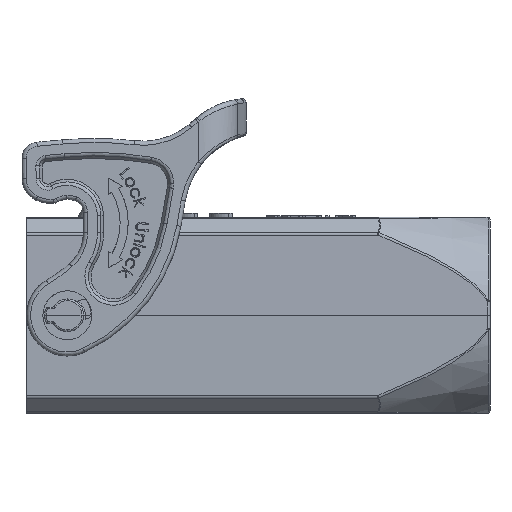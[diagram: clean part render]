
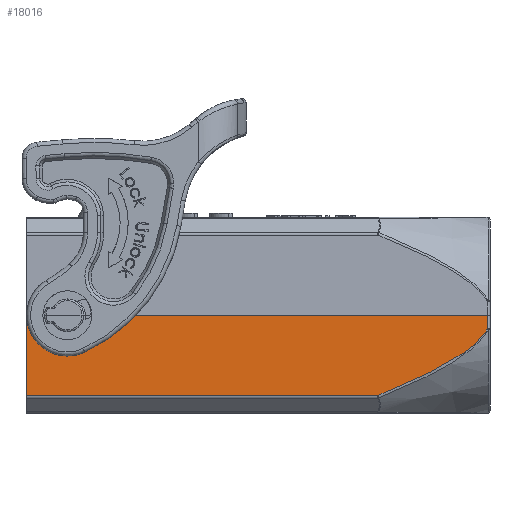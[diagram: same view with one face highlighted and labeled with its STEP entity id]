
A CAD part, front view. The second image highlights one B-rep face of the part: STEP entity #18016.
In plain terms, the highlighted planar face has unit normal (0, -1, -0.004).
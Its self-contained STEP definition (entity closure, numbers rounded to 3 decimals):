
#819=DIRECTION('',(0.,-0.003,1.));
#820=VECTOR('',#819,9.829);
#821=CARTESIAN_POINT('',(-19.702,-11.966,
-9.829));
#822=LINE('',#821,#820);
#1037=DIRECTION('',(-1.,0.,0.));
#1038=VECTOR('',#1037,43.065);
#1039=CARTESIAN_POINT('',(23.362,-11.966,
-9.829));
#1040=LINE('',#1039,#1038);
#1045=CARTESIAN_POINT('',(-10.406,-12.,
0.));
#1046=CARTESIAN_POINT('',(-10.405,-11.998,
-0.585));
#1047=CARTESIAN_POINT('',(-10.633,-11.994,
-1.77));
#1048=CARTESIAN_POINT('',(-11.632,-11.989,
-3.292));
#1049=CARTESIAN_POINT('',(-13.153,-11.985,
-4.318));
#1050=CARTESIAN_POINT('',(-14.352,-11.984,
-4.558));
#1051=CARTESIAN_POINT('',(-14.952,-11.984,
-4.558));
#1053=CARTESIAN_POINT('',(23.362,-11.966,
-9.829));
#1054=CARTESIAN_POINT('',(24.601,-11.967,
-9.333));
#1055=CARTESIAN_POINT('',(27.061,-11.971,
-8.304));
#1056=CARTESIAN_POINT('',(30.089,-11.976,
-6.868));
#1057=CARTESIAN_POINT('',(32.428,-11.981,
-5.565));
#1058=CARTESIAN_POINT('',(34.119,-11.984,
-4.469));
#1059=CARTESIAN_POINT('',(35.283,-11.988,
-3.526));
#1060=CARTESIAN_POINT('',(35.976,-11.99,
-2.802));
#1061=CARTESIAN_POINT('',(36.391,-11.992,
-2.309));
#1062=CARTESIAN_POINT('',(36.655,-11.993,
-1.915));
#1063=CARTESIAN_POINT('',(36.798,-11.994,
-1.646));
#1076=DIRECTION('',(1.,0.,0.));
#1077=VECTOR('',#1076,47.204);
#1078=CARTESIAN_POINT('',(-10.406,-12.,
0.));
#1079=LINE('',#1078,#1077);
#1088=DIRECTION('',(1.,0.,0.));
#1089=VECTOR('',#1088,3.);
#1090=CARTESIAN_POINT('',(-19.702,-12.,0.));
#1091=LINE('',#1090,#1089);
#1116=CARTESIAN_POINT('',(36.798,-12.,0.));
#1128=DIRECTION('',(0.,0.003,-1.));
#1129=VECTOR('',#1128,1.646);
#1130=CARTESIAN_POINT('',(36.798,-12.,0.));
#1131=LINE('',#1130,#1129);
#1207=CARTESIAN_POINT('',(36.798,-11.994,
-1.646));
#1415=DIRECTION('',(0.003,0.003,-1.));
#1416=VECTOR('',#1415,4.558);
#1417=CARTESIAN_POINT('',(-16.702,-12.,0.));
#1418=LINE('',#1417,#1416);
#6420=CARTESIAN_POINT('',(-10.406,-12.,
0.));
#6436=DIRECTION('',(1.,0.,0.));
#6437=VECTOR('',#6436,1.734);
#6438=CARTESIAN_POINT('',(-16.686,-11.984,
-4.558));
#6439=LINE('',#6438,#6437);
#13998=VERTEX_POINT('',#1207);
#13999=CARTESIAN_POINT('',(23.362,-11.966,
-9.829));
#14001=VERTEX_POINT('',#13999);
#14724=CARTESIAN_POINT('',(-14.952,-11.984,
-4.558));
#14726=VERTEX_POINT('',#14724);
#14731=VERTEX_POINT('',#6420);
#14810=VERTEX_POINT('',#1116);
#14837=CARTESIAN_POINT('',(-19.702,-11.966,
-9.829));
#14838=VERTEX_POINT('',#14837);
#14839=CARTESIAN_POINT('',(-19.702,-12.,0.));
#14841=VERTEX_POINT('',#14839);
#15274=CARTESIAN_POINT('',(-16.702,-12.,0.));
#15275=VERTEX_POINT('',#15274);
#15296=CARTESIAN_POINT('',(-16.686,-11.984,
-4.558));
#15297=VERTEX_POINT('',#15296);
#17993=CARTESIAN_POINT('',(-19.702,-12.,0.));
#17994=DIRECTION('',(0.,-1.,-0.003));
#17995=DIRECTION('',(0.,0.003,-1.));
#17996=AXIS2_PLACEMENT_3D('',#17993,#17994,#17995);
#17997=PLANE('',#17996);
#17998=ORIENTED_EDGE('',*,*,#17985,.T.);
#17999=ORIENTED_EDGE('',*,*,#17651,.T.);
#18001=ORIENTED_EDGE('',*,*,#18000,.T.);
#18003=ORIENTED_EDGE('',*,*,#18002,.T.);
#18005=ORIENTED_EDGE('',*,*,#18004,.T.);
#18007=ORIENTED_EDGE('',*,*,#18006,.F.);
#18009=ORIENTED_EDGE('',*,*,#18008,.T.);
#18011=ORIENTED_EDGE('',*,*,#18010,.T.);
#18013=ORIENTED_EDGE('',*,*,#18012,.F.);
#18014=EDGE_LOOP('',(#17998,#17999,#18001,#18003,#18005,#18007,#18009,#18011,
#18013));
#18015=FACE_OUTER_BOUND('',#18014,.F.);
#18016=ADVANCED_FACE('',(#18015),#17997,.T.);
#1052=B_SPLINE_CURVE_WITH_KNOTS('',3,(#1045,#1046,#1047,#1048,#1049,#1050,
#1051),.UNSPECIFIED.,.F.,.F.,(4,1,1,1,4),(0.,0.245,
0.497,0.748,1.),.UNSPECIFIED.);
#1064=B_SPLINE_CURVE_WITH_KNOTS('',3,(#1053,#1054,#1055,#1056,#1057,#1058,#1059,
#1060,#1061,#1062,#1063),.UNSPECIFIED.,.F.,.F.,(4,1,1,1,1,1,1,1,4),(0.,
0.252,0.503,0.629,0.755,
0.88,0.912,0.943,1.),.UNSPECIFIED.);
#17651=EDGE_CURVE('',#14838,#14841,#822,.T.);
#17985=EDGE_CURVE('',#14001,#14838,#1040,.T.);
#18000=EDGE_CURVE('',#14841,#15275,#1091,.T.);
#18002=EDGE_CURVE('',#15275,#15297,#1418,.T.);
#18004=EDGE_CURVE('',#15297,#14726,#6439,.T.);
#18006=EDGE_CURVE('',#14731,#14726,#1052,.T.);
#18008=EDGE_CURVE('',#14731,#14810,#1079,.T.);
#18010=EDGE_CURVE('',#14810,#13998,#1131,.T.);
#18012=EDGE_CURVE('',#14001,#13998,#1064,.T.);
